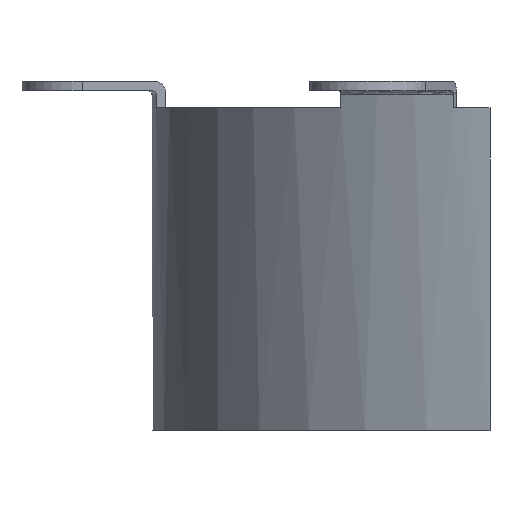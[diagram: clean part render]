
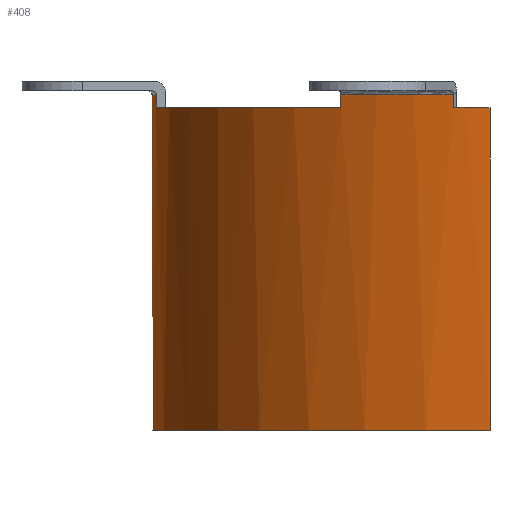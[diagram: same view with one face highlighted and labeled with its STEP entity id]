
A CAD part, front view. The second image highlights one B-rep face of the part: STEP entity #408.
In plain terms, the highlighted cylindrical face has radius 32 mm (diameter 64 mm), a partial arc.
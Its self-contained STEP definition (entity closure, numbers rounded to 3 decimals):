
#286=AXIS2_PLACEMENT_3D('Circle Axis2P3D',#284,#285,$) ;
#299=AXIS2_PLACEMENT_3D('Cylinder Axis2P3D',#296,#297,#298) ;
#312=AXIS2_PLACEMENT_3D('Circle Axis2P3D',#310,#311,$) ;
#326=AXIS2_PLACEMENT_3D('Circle Axis2P3D',#324,#325,$) ;
#340=AXIS2_PLACEMENT_3D('Circle Axis2P3D',#338,#339,$) ;
#345=AXIS2_PLACEMENT_3D('Circle Axis2P3D',#343,#344,$) ;
#359=AXIS2_PLACEMENT_3D('Circle Axis2P3D',#357,#358,$) ;
#373=AXIS2_PLACEMENT_3D('Circle Axis2P3D',#371,#372,$) ;
#387=AXIS2_PLACEMENT_3D('Circle Axis2P3D',#385,#386,$) ;
#79=CARTESIAN_POINT('Vertex',(-16.332,27.518,27.8)) ;
#82=CARTESIAN_POINT('Line Origine',(-16.332,27.518,27.25)) ;
#86=CARTESIAN_POINT('Vertex',(-16.332,27.518,26.7)) ;
#180=CARTESIAN_POINT('Vertex',(-7.041,31.216,26.7)) ;
#183=CARTESIAN_POINT('Line Origine',(-7.041,31.216,27.25)) ;
#187=CARTESIAN_POINT('Vertex',(-7.041,31.216,27.8)) ;
#284=CARTESIAN_POINT('Axis2P3D Location',(0.,0.,27.8)) ;
#296=CARTESIAN_POINT('Axis2P3D Location',(0.,0.,13.35)) ;
#301=CARTESIAN_POINT('Line Origine',(-16.332,-27.518,15.06)) ;
#305=CARTESIAN_POINT('Vertex',(-16.332,-27.518,26.7)) ;
#307=CARTESIAN_POINT('Vertex',(-16.332,-27.518,27.8)) ;
#310=CARTESIAN_POINT('Axis2P3D Location',(0.,0.,26.7)) ;
#314=CARTESIAN_POINT('Vertex',(-31.607,-5.,26.7)) ;
#317=CARTESIAN_POINT('Line Origine',(-31.607,-5.,15.06)) ;
#321=CARTESIAN_POINT('Vertex',(-31.607,-5.,27.8)) ;
#324=CARTESIAN_POINT('Axis2P3D Location',(0.,0.,27.8)) ;
#328=CARTESIAN_POINT('Vertex',(-31.607,5.,27.8)) ;
#331=CARTESIAN_POINT('Line Origine',(-31.607,5.,15.06)) ;
#335=CARTESIAN_POINT('Vertex',(-31.607,5.,26.7)) ;
#338=CARTESIAN_POINT('Axis2P3D Location',(0.,0.,26.7)) ;
#343=CARTESIAN_POINT('Axis2P3D Location',(0.,0.,26.7)) ;
#347=CARTESIAN_POINT('Vertex',(-4.,31.749,26.7)) ;
#350=CARTESIAN_POINT('Line Origine',(-4.,31.749,15.06)) ;
#354=CARTESIAN_POINT('Vertex',(-4.,31.749,0.)) ;
#357=CARTESIAN_POINT('Axis2P3D Location',(0.,0.,0.)) ;
#361=CARTESIAN_POINT('Vertex',(-4.,-31.749,0.)) ;
#364=CARTESIAN_POINT('Line Origine',(-4.,-31.749,15.06)) ;
#368=CARTESIAN_POINT('Vertex',(-4.,-31.749,26.7)) ;
#371=CARTESIAN_POINT('Axis2P3D Location',(0.,0.,26.7)) ;
#375=CARTESIAN_POINT('Vertex',(-7.041,-31.216,26.7)) ;
#378=CARTESIAN_POINT('Line Origine',(-7.041,-31.216,15.06)) ;
#382=CARTESIAN_POINT('Vertex',(-7.041,-31.216,27.8)) ;
#385=CARTESIAN_POINT('Axis2P3D Location',(0.,0.,27.8)) ;
#83=DIRECTION('Vector Direction',(0.,0.,1.)) ;
#184=DIRECTION('Vector Direction',(0.,0.,1.)) ;
#285=DIRECTION('Axis2P3D Direction',(-0.,0.,-1.)) ;
#297=DIRECTION('Axis2P3D Direction',(0.,0.,1.)) ;
#298=DIRECTION('Axis2P3D XDirection',(0.966,0.259,0.)) ;
#302=DIRECTION('Vector Direction',(0.,0.,1.)) ;
#311=DIRECTION('Axis2P3D Direction',(0.,0.,1.)) ;
#318=DIRECTION('Vector Direction',(0.,0.,1.)) ;
#325=DIRECTION('Axis2P3D Direction',(0.,0.,1.)) ;
#332=DIRECTION('Vector Direction',(0.,0.,1.)) ;
#339=DIRECTION('Axis2P3D Direction',(0.,0.,1.)) ;
#344=DIRECTION('Axis2P3D Direction',(0.,0.,1.)) ;
#351=DIRECTION('Vector Direction',(0.,0.,1.)) ;
#358=DIRECTION('Axis2P3D Direction',(0.,0.,1.)) ;
#365=DIRECTION('Vector Direction',(0.,0.,1.)) ;
#372=DIRECTION('Axis2P3D Direction',(0.,0.,1.)) ;
#379=DIRECTION('Vector Direction',(0.,0.,1.)) ;
#386=DIRECTION('Axis2P3D Direction',(0.,0.,1.)) ;
#84=VECTOR('Line Direction',#83,1.) ;
#185=VECTOR('Line Direction',#184,1.) ;
#303=VECTOR('Line Direction',#302,1.) ;
#319=VECTOR('Line Direction',#318,1.) ;
#333=VECTOR('Line Direction',#332,1.) ;
#352=VECTOR('Line Direction',#351,1.) ;
#366=VECTOR('Line Direction',#365,1.) ;
#380=VECTOR('Line Direction',#379,1.) ;
#391=ORIENTED_EDGE('',*,*,#309,.F.) ;
#392=ORIENTED_EDGE('',*,*,#316,.F.) ;
#393=ORIENTED_EDGE('',*,*,#323,.T.) ;
#394=ORIENTED_EDGE('',*,*,#330,.F.) ;
#395=ORIENTED_EDGE('',*,*,#337,.F.) ;
#396=ORIENTED_EDGE('',*,*,#342,.F.) ;
#397=ORIENTED_EDGE('',*,*,#88,.T.) ;
#398=ORIENTED_EDGE('',*,*,#288,.F.) ;
#399=ORIENTED_EDGE('',*,*,#189,.F.) ;
#400=ORIENTED_EDGE('',*,*,#349,.F.) ;
#401=ORIENTED_EDGE('',*,*,#356,.F.) ;
#402=ORIENTED_EDGE('',*,*,#363,.T.) ;
#403=ORIENTED_EDGE('',*,*,#370,.T.) ;
#404=ORIENTED_EDGE('',*,*,#377,.F.) ;
#405=ORIENTED_EDGE('',*,*,#384,.T.) ;
#406=ORIENTED_EDGE('',*,*,#389,.F.) ;
#408=ADVANCED_FACE('Corps principal',(#407),#300,.T.) ;
#287=CIRCLE('generated circle',#286,32.) ;
#313=CIRCLE('generated circle',#312,32.) ;
#327=CIRCLE('generated circle',#326,32.) ;
#341=CIRCLE('generated circle',#340,32.) ;
#346=CIRCLE('generated circle',#345,32.) ;
#360=CIRCLE('generated circle',#359,32.) ;
#374=CIRCLE('generated circle',#373,32.) ;
#388=CIRCLE('generated circle',#387,32.) ;
#300=CYLINDRICAL_SURFACE('generated cylinder',#299,32.) ;
#88=EDGE_CURVE('',#87,#80,#85,.T.) ;
#189=EDGE_CURVE('',#181,#188,#186,.T.) ;
#288=EDGE_CURVE('',#188,#80,#287,.F.) ;
#309=EDGE_CURVE('',#306,#308,#304,.T.) ;
#316=EDGE_CURVE('',#315,#306,#313,.T.) ;
#323=EDGE_CURVE('',#315,#322,#320,.T.) ;
#330=EDGE_CURVE('',#329,#322,#327,.T.) ;
#337=EDGE_CURVE('',#336,#329,#334,.T.) ;
#342=EDGE_CURVE('',#87,#336,#341,.T.) ;
#349=EDGE_CURVE('',#348,#181,#346,.T.) ;
#356=EDGE_CURVE('',#355,#348,#353,.T.) ;
#363=EDGE_CURVE('',#355,#362,#360,.T.) ;
#370=EDGE_CURVE('',#362,#369,#367,.T.) ;
#377=EDGE_CURVE('',#376,#369,#374,.T.) ;
#384=EDGE_CURVE('',#376,#383,#381,.T.) ;
#389=EDGE_CURVE('',#308,#383,#388,.T.) ;
#390=EDGE_LOOP('',(#391,#392,#393,#394,#395,#396,#397,#398,#399,#400,#401,#402,#403,#404,#405,#406)) ;
#407=FACE_OUTER_BOUND('',#390,.T.) ;
#85=LINE('Line',#82,#84) ;
#186=LINE('Line',#183,#185) ;
#304=LINE('Line',#301,#303) ;
#320=LINE('Line',#317,#319) ;
#334=LINE('Line',#331,#333) ;
#353=LINE('Line',#350,#352) ;
#367=LINE('Line',#364,#366) ;
#381=LINE('Line',#378,#380) ;
#80=VERTEX_POINT('',#79) ;
#87=VERTEX_POINT('',#86) ;
#181=VERTEX_POINT('',#180) ;
#188=VERTEX_POINT('',#187) ;
#306=VERTEX_POINT('',#305) ;
#308=VERTEX_POINT('',#307) ;
#315=VERTEX_POINT('',#314) ;
#322=VERTEX_POINT('',#321) ;
#329=VERTEX_POINT('',#328) ;
#336=VERTEX_POINT('',#335) ;
#348=VERTEX_POINT('',#347) ;
#355=VERTEX_POINT('',#354) ;
#362=VERTEX_POINT('',#361) ;
#369=VERTEX_POINT('',#368) ;
#376=VERTEX_POINT('',#375) ;
#383=VERTEX_POINT('',#382) ;
